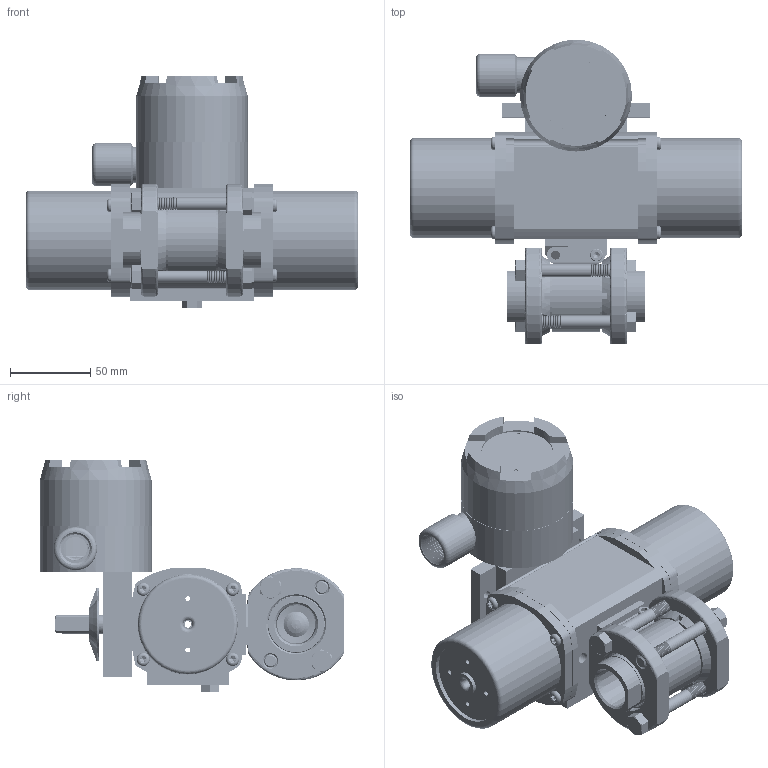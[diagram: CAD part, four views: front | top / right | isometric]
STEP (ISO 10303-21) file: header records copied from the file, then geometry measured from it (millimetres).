
FILE_DESCRIPTION (( 'STEP AP203' ), '1' );
FILE_NAME ('26XXSESA512SRLS.step', '2018-03-26T16:26:41', ( '' ), ( '' ), 'SwSTEP 2.0', 'SolidWorks 2017', '' );
FILE_SCHEMA (( 'CONFIG_CONTROL_DESIGN' ));
Products named in the file (1): 26XXSESA512SRLS
Bounding box: 206.38 x 189.17 x 144.65 mm (x, y, z)
Volume: 742366.5 mm3; surface area: 314045.5 mm2
Topology: 51 solids, 51 shells, 4460 faces, 11893 edges, 7529 vertices
Faces by surface type: cylinder 2358, cone 1145, plane 640, bspline 162, torus 153, sphere 2
Entity records: 211293 total; most frequent: CARTESIAN_POINT 106229, ORIENTED_EDGE 23546, DIRECTION 21342, EDGE_CURVE 11773, AXIS2_PLACEMENT_3D 8519, VERTEX_POINT 7525, EDGE_LOOP 4782, ADVANCED_FACE 4460
